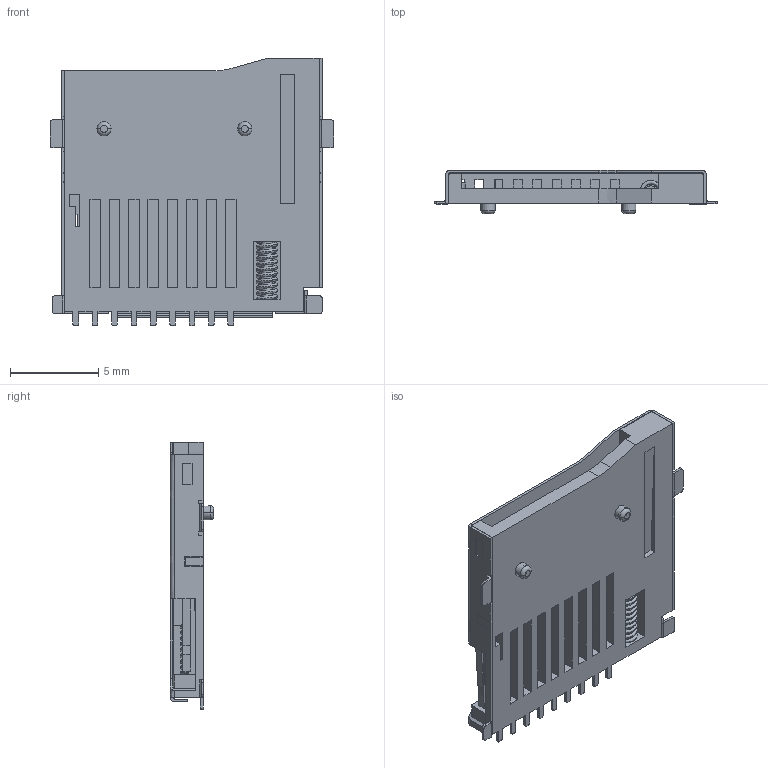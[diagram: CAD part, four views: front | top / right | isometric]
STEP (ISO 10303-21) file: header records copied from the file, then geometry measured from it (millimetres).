
FILE_DESCRIPTION((''),'2;1');
FILE_NAME('TF-01A','2021-10-15T',('Administrator'),(''),'CREO PARAMETRIC BY PTC INC, 2018070','CREO PARAMETRIC BY PTC INC, 2018070','');
FILE_SCHEMA(('AUTOMOTIVE_DESIGN { 1 0 10303 214 1 1 1 1 }'));
Products named in the file (1): TF-01A
Bounding box: 16.1 x 2.46 x 15.2 mm (x, y, z)
Surface area: 1108.4 mm2 (no closed solid volume)
Topology: 0 solids, 0 shells, 618 faces, 3588 edges, 3584 vertices
Faces by surface type: bspline 614, torus 4
Entity records: 54465 total; most frequent: CARTESIAN_POINT 16045, DIRECTION 5106, TRIMMED_CURVE 4908, VECTOR 4718, LINE 4718, DEFINITIONAL_REPRESENTATION 3580, PCURVE 3580, COMPOSITE_CURVE_SEGMENT 3580
